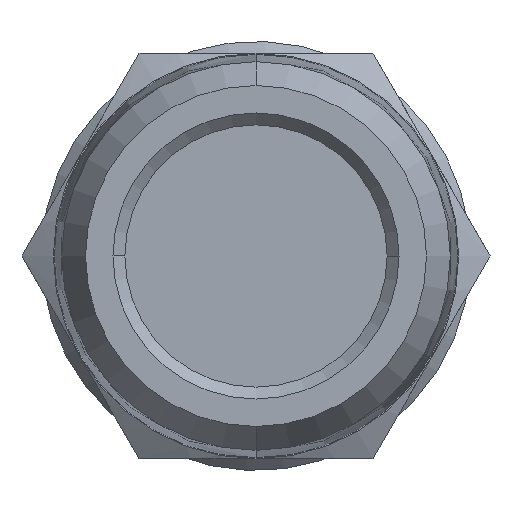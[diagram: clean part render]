
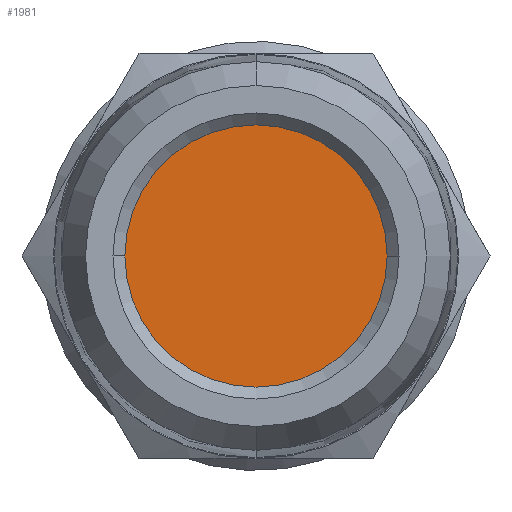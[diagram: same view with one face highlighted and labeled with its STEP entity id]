
A CAD part, front view. The second image highlights one B-rep face of the part: STEP entity #1981.
In plain terms, the highlighted planar face has unit normal (0, -1, 0).
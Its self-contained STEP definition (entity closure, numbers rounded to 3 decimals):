
#69 = CARTESIAN_POINT ( 'NONE',  ( 0., 3., 0. ) ) ;
#70 = DIRECTION ( 'NONE',  ( 0., 1., 0. ) ) ;
#71 = DIRECTION ( 'NONE',  ( 0., 0., -1. ) ) ;
#172 = CIRCLE ( 'NONE', #658, 5.5 ) ;
#223 = CIRCLE ( 'NONE', #677, 5.5 ) ;
#352 = FACE_OUTER_BOUND ( 'NONE', #895, .T. ) ;
#658 = AXIS2_PLACEMENT_3D ( 'NONE', #69, #70, #71 ) ;
#677 = AXIS2_PLACEMENT_3D ( 'NONE', #1372, #1373, #1374 ) ;
#895 = EDGE_LOOP ( 'NONE', ( #991, #992 ) ) ;
#991 = ORIENTED_EDGE ( 'NONE', *, *, #1224, .F. ) ;
#992 = ORIENTED_EDGE ( 'NONE', *, *, #1567, .F. ) ;
#1010 = VERTEX_POINT ( 'NONE', #1913 ) ;
#1011 = VERTEX_POINT ( 'NONE', #1810 ) ;
#1224 = EDGE_CURVE ( 'NONE', #1011, #1010, #172, .T. ) ;
#1237 = PLANE ( 'NONE',  #1885 ) ;
#1238 = CARTESIAN_POINT ( 'NONE',  ( 0., 3., 0. ) ) ;
#1239 = DIRECTION ( 'NONE',  ( 0., -1., 0. ) ) ;
#1240 = DIRECTION ( 'NONE',  ( 0., 0., -1. ) ) ;
#1372 = CARTESIAN_POINT ( 'NONE',  ( 0., 3., 0. ) ) ;
#1373 = DIRECTION ( 'NONE',  ( 0., 1., 0. ) ) ;
#1374 = DIRECTION ( 'NONE',  ( 0., 0., -1. ) ) ;
#1567 = EDGE_CURVE ( 'NONE', #1010, #1011, #223, .T. ) ;
#1810 = CARTESIAN_POINT ( 'NONE',  ( -5.5, 3., 0. ) ) ;
#1885 = AXIS2_PLACEMENT_3D ( 'NONE', #1238, #1239, #1240 ) ;
#1913 = CARTESIAN_POINT ( 'NONE',  ( 5.5, 3., 0. ) ) ;
#1981 = ADVANCED_FACE ( 'NONE', ( #352 ), #1237, .T. ) ;
